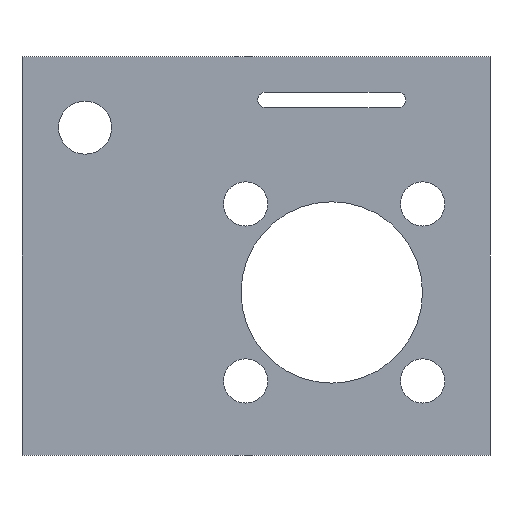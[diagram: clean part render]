
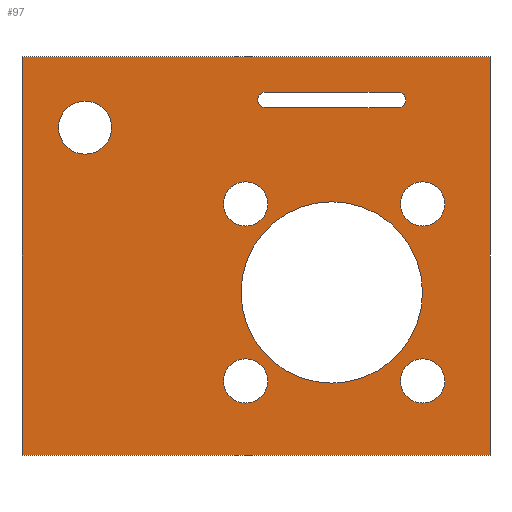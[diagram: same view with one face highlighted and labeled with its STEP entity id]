
A CAD part, left-side view. The second image highlights one B-rep face of the part: STEP entity #97.
In plain terms, the highlighted planar face has unit normal (-1, 0, 0).
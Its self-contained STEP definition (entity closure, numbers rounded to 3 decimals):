
#97=ADVANCED_FACE('',(#156,#157,#158,#159,#160,#161,#162,#163),#164,.F.);
#156=FACE_BOUND('',#227,.T.);
#157=FACE_BOUND('',#228,.T.);
#158=FACE_BOUND('',#229,.T.);
#159=FACE_BOUND('',#230,.T.);
#160=FACE_BOUND('',#231,.T.);
#161=FACE_BOUND('',#232,.T.);
#162=FACE_BOUND('',#233,.T.);
#163=FACE_OUTER_BOUND('',#234,.T.);
#164=PLANE('',#235);
#227=EDGE_LOOP('',(#394,#395,#396,#397));
#228=EDGE_LOOP('',(#398));
#229=EDGE_LOOP('',(#399));
#230=EDGE_LOOP('',(#400));
#231=EDGE_LOOP('',(#401));
#232=EDGE_LOOP('',(#402));
#233=EDGE_LOOP('',(#403));
#234=EDGE_LOOP('',(#404,#405,#406,#407));
#235=AXIS2_PLACEMENT_3D('',#408,#409,#410);
#394=ORIENTED_EDGE('',*,*,#445,.T.);
#395=ORIENTED_EDGE('',*,*,#448,.T.);
#396=ORIENTED_EDGE('',*,*,#438,.T.);
#397=ORIENTED_EDGE('',*,*,#442,.T.);
#398=ORIENTED_EDGE('',*,*,#451,.T.);
#399=ORIENTED_EDGE('',*,*,#468,.T.);
#400=ORIENTED_EDGE('',*,*,#470,.T.);
#401=ORIENTED_EDGE('',*,*,#472,.T.);
#402=ORIENTED_EDGE('',*,*,#474,.T.);
#403=ORIENTED_EDGE('',*,*,#476,.T.);
#404=ORIENTED_EDGE('',*,*,#496,.T.);
#405=ORIENTED_EDGE('',*,*,#492,.F.);
#406=ORIENTED_EDGE('',*,*,#494,.F.);
#407=ORIENTED_EDGE('',*,*,#488,.F.);
#408=CARTESIAN_POINT('',(-6.25,34.25,89.975));
#409=DIRECTION('',(1.0,0.0,0.0));
#410=DIRECTION('',(0.0,0.0,-1.0));
#438=EDGE_CURVE('',#498,#499,#500,.T.);
#442=EDGE_CURVE('',#499,#506,#507,.T.);
#445=EDGE_CURVE('',#506,#511,#512,.T.);
#448=EDGE_CURVE('',#511,#498,#516,.T.);
#451=EDGE_CURVE('',#520,#520,#521,.T.);
#468=EDGE_CURVE('',#554,#554,#555,.T.);
#470=EDGE_CURVE('',#558,#558,#559,.T.);
#472=EDGE_CURVE('',#562,#562,#563,.T.);
#474=EDGE_CURVE('',#566,#566,#567,.T.);
#476=EDGE_CURVE('',#570,#570,#571,.T.);
#488=EDGE_CURVE('',#585,#587,#588,.T.);
#492=EDGE_CURVE('',#593,#595,#596,.T.);
#494=EDGE_CURVE('',#587,#593,#598,.T.);
#496=EDGE_CURVE('',#585,#595,#600,.T.);
#498=VERTEX_POINT('',#602);
#499=VERTEX_POINT('',#603);
#500=CIRCLE('',#604,3.5);
#506=VERTEX_POINT('',#612);
#507=LINE('',#613,#614);
#511=VERTEX_POINT('',#620);
#512=CIRCLE('',#621,3.5);
#516=LINE('',#626,#627);
#520=VERTEX_POINT('',#632);
#521=CIRCLE('',#633,12.0);
#554=VERTEX_POINT('',#682);
#555=CIRCLE('',#683,10.0);
#558=VERTEX_POINT('',#686);
#559=CIRCLE('',#687,10.0);
#562=VERTEX_POINT('',#690);
#563=CIRCLE('',#691,10.0);
#566=VERTEX_POINT('',#694);
#567=CIRCLE('',#695,10.0);
#570=VERTEX_POINT('',#698);
#571=CIRCLE('',#699,41.0);
#585=VERTEX_POINT('',#722);
#587=VERTEX_POINT('',#725);
#588=LINE('',#726,#727);
#593=VERTEX_POINT('',#734);
#595=VERTEX_POINT('',#737);
#596=LINE('',#738,#739);
#598=LINE('',#742,#743);
#600=LINE('',#746,#747);
#602=CARTESIAN_POINT('',(-6.25,30.0,157.0));
#603=CARTESIAN_POINT('',(-6.25,30.0,164.0));
#604=AXIS2_PLACEMENT_3D('',#750,#751,#752);
#612=CARTESIAN_POINT('',(-6.25,-30.0,164.0));
#613=CARTESIAN_POINT('',(-6.25,17.125,164.0));
#614=VECTOR('',#758,1.0);
#620=CARTESIAN_POINT('',(-6.25,-30.0,157.0));
#621=AXIS2_PLACEMENT_3D('',#761,#762,#763);
#626=CARTESIAN_POINT('',(-6.25,17.125,157.0));
#627=VECTOR('',#768,1.0);
#632=CARTESIAN_POINT('',(-6.25,111.5,136.0));
#633=AXIS2_PLACEMENT_3D('',#773,#774,#775);
#682=CARTESIAN_POINT('',(-6.25,-41.05,103.5));
#683=AXIS2_PLACEMENT_3D('',#792,#793,#794);
#686=CARTESIAN_POINT('',(-6.25,-41.05,23.5));
#687=AXIS2_PLACEMENT_3D('',#798,#799,#800);
#690=CARTESIAN_POINT('',(-6.25,38.95,23.5));
#691=AXIS2_PLACEMENT_3D('',#804,#805,#806);
#694=CARTESIAN_POINT('',(-6.25,38.95,103.5));
#695=AXIS2_PLACEMENT_3D('',#810,#811,#812);
#698=CARTESIAN_POINT('',(-6.25,0.,32.5));
#699=AXIS2_PLACEMENT_3D('',#816,#817,#818);
#722=CARTESIAN_POINT('',(-6.25,140.0,179.95));
#725=CARTESIAN_POINT('',(-6.25,-71.5,179.95));
#726=CARTESIAN_POINT('',(-6.25,34.25,179.95));
#727=VECTOR('',#832,1.0);
#734=CARTESIAN_POINT('',(-6.25,-71.5,0.0));
#737=CARTESIAN_POINT('',(-6.25,140.0,0.0));
#738=CARTESIAN_POINT('',(-6.25,34.25,0.0));
#739=VECTOR('',#836,1.0);
#742=CARTESIAN_POINT('',(-6.25,-71.5,89.975));
#743=VECTOR('',#838,1.0);
#746=CARTESIAN_POINT('',(-6.25,140.0,89.975));
#747=VECTOR('',#840,1.0);
#750=CARTESIAN_POINT('',(-6.25,30.0,160.5));
#751=DIRECTION('',(1.0,0.0,0.0));
#752=DIRECTION('',(0.0,1.0,0.0));
#758=DIRECTION('',(0.0,-1.0,0.0));
#761=CARTESIAN_POINT('',(-6.25,-30.0,160.5));
#762=DIRECTION('',(1.0,0.0,0.0));
#763=DIRECTION('',(0.0,1.0,0.0));
#768=DIRECTION('',(0.0,1.0,0.0));
#773=CARTESIAN_POINT('',(-6.25,111.5,148.0));
#774=DIRECTION('',(1.0,0.0,-0.0));
#775=DIRECTION('',(0.0,0.0,1.0));
#792=CARTESIAN_POINT('',(-6.25,-41.05,113.5));
#793=DIRECTION('',(1.0,0.0,-0.0));
#794=DIRECTION('',(0.0,0.0,1.0));
#798=CARTESIAN_POINT('',(-6.25,-41.05,33.5));
#799=DIRECTION('',(1.0,0.0,-0.0));
#800=DIRECTION('',(0.0,0.0,1.0));
#804=CARTESIAN_POINT('',(-6.25,38.95,33.5));
#805=DIRECTION('',(1.0,0.0,-0.0));
#806=DIRECTION('',(0.0,0.0,1.0));
#810=CARTESIAN_POINT('',(-6.25,38.95,113.5));
#811=DIRECTION('',(1.0,0.0,-0.0));
#812=DIRECTION('',(0.0,0.0,1.0));
#816=CARTESIAN_POINT('',(-6.25,0.0,73.5));
#817=DIRECTION('',(1.0,0.0,-0.0));
#818=DIRECTION('',(0.0,0.0,1.0));
#832=DIRECTION('',(0.0,-1.0,0.0));
#836=DIRECTION('',(0.0,1.0,0.0));
#838=DIRECTION('',(0.0,0.0,-1.0));
#840=DIRECTION('',(0.0,0.0,-1.0));
